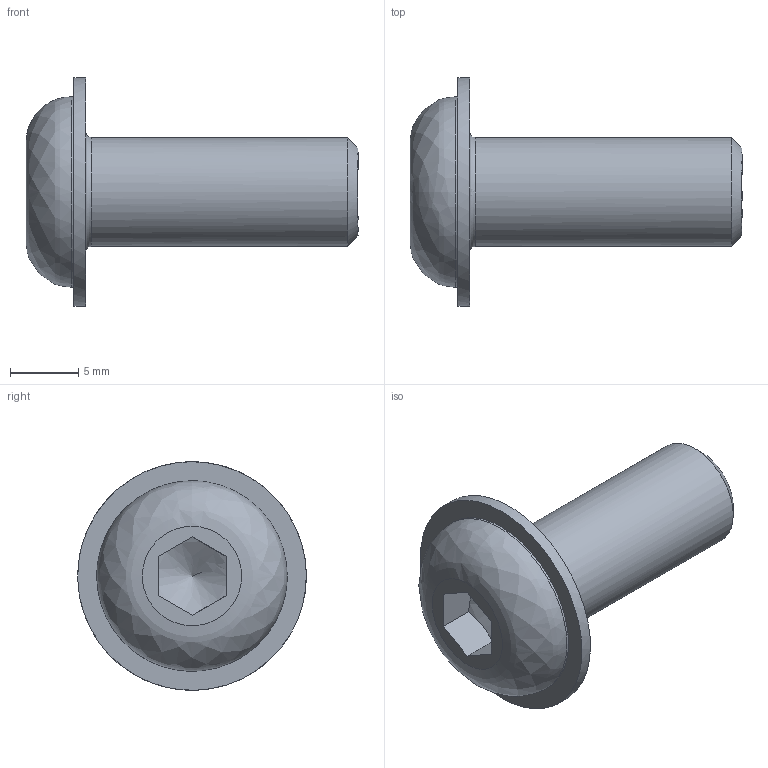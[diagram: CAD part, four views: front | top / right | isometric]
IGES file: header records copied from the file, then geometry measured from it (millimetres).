
Global section: file name: 200820.2; native system: Autodesk Inventor 2016; preprocessor: unknown; author: Frančeová,,; organization: 11; date: 20180611.170149; units: millimetre
Bounding box: 24.4 x 16.8 x 16.8 mm (x, y, z)
Volume: 1571.4 mm3; surface area: 1113.8 mm2
Topology: 1 solids, 1 shells, 17 faces, 43 edges, 30 vertices
Faces by surface type: bspline 17
